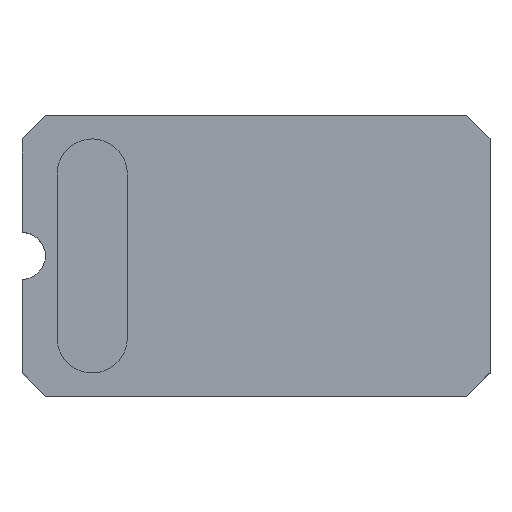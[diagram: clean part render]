
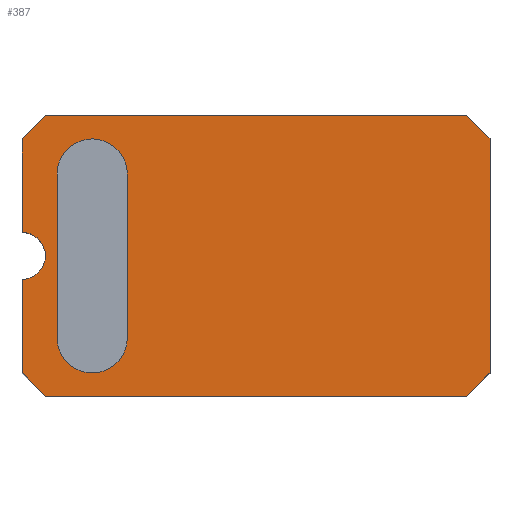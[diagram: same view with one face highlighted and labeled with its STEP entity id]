
A CAD part, top view. The second image highlights one B-rep face of the part: STEP entity #387.
In plain terms, the highlighted planar face has unit normal (0, 0, 1).
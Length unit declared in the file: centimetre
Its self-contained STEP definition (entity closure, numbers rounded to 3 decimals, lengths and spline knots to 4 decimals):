
#14=FACE_BOUND($,#60,.T.);
#15=CIRCLE($,#411,0.0075);
#17=CIRCLE($,#414,0.0075);
#19=CIRCLE($,#420,0.005);
#36=FACE_OUTER_BOUND($,#59,.T.);
#59=EDGE_LOOP($,(#279,#280,#281,#282,#283,#284,#285,#286,#287,#288));
#60=EDGE_LOOP($,(#289,#290,#291,#292));
#77=LINE($,#558,#121);
#83=LINE($,#577,#127);
#87=LINE($,#587,#131);
#89=LINE($,#591,#133);
#90=LINE($,#593,#134);
#91=LINE($,#595,#135);
#92=LINE($,#597,#136);
#93=LINE($,#599,#137);
#94=LINE($,#603,#138);
#95=LINE($,#605,#139);
#96=LINE($,#606,#140);
#121=VECTOR($,#446,0.035);
#127=VECTOR($,#466,0.035);
#131=VECTOR($,#474,0.0071);
#133=VECTOR($,#478,0.05);
#134=VECTOR($,#479,0.0071);
#135=VECTOR($,#480,0.09);
#136=VECTOR($,#481,0.0071);
#137=VECTOR($,#482,0.02);
#138=VECTOR($,#485,0.02);
#139=VECTOR($,#486,0.0071);
#140=VECTOR($,#487,0.09);
#165=VERTEX_POINT($,#556);
#166=VERTEX_POINT($,#557);
#169=VERTEX_POINT($,#565);
#171=VERTEX_POINT($,#571);
#175=VERTEX_POINT($,#584);
#176=VERTEX_POINT($,#586);
#177=VERTEX_POINT($,#590);
#178=VERTEX_POINT($,#592);
#179=VERTEX_POINT($,#594);
#180=VERTEX_POINT($,#596);
#181=VERTEX_POINT($,#598);
#182=VERTEX_POINT($,#600);
#183=VERTEX_POINT($,#602);
#184=VERTEX_POINT($,#604);
#201=EDGE_CURVE($,#165,#166,#77,.T.);
#205=EDGE_CURVE($,#166,#169,#15,.T.);
#208=EDGE_CURVE($,#171,#165,#17,.T.);
#211=EDGE_CURVE($,#169,#171,#83,.T.);
#215=EDGE_CURVE($,#175,#176,#87,.T.);
#217=EDGE_CURVE($,#175,#177,#89,.T.);
#218=EDGE_CURVE($,#178,#177,#90,.T.);
#219=EDGE_CURVE($,#178,#179,#91,.T.);
#220=EDGE_CURVE($,#180,#179,#92,.T.);
#221=EDGE_CURVE($,#180,#181,#93,.T.);
#222=EDGE_CURVE($,#181,#182,#19,.T.);
#223=EDGE_CURVE($,#182,#183,#94,.T.);
#224=EDGE_CURVE($,#184,#183,#95,.T.);
#225=EDGE_CURVE($,#184,#176,#96,.T.);
#279=ORIENTED_EDGE($,*,*,#215,.F.);
#280=ORIENTED_EDGE($,*,*,#217,.T.);
#281=ORIENTED_EDGE($,*,*,#218,.F.);
#282=ORIENTED_EDGE($,*,*,#219,.T.);
#283=ORIENTED_EDGE($,*,*,#220,.F.);
#284=ORIENTED_EDGE($,*,*,#221,.T.);
#285=ORIENTED_EDGE($,*,*,#222,.T.);
#286=ORIENTED_EDGE($,*,*,#223,.T.);
#287=ORIENTED_EDGE($,*,*,#224,.F.);
#288=ORIENTED_EDGE($,*,*,#225,.T.);
#289=ORIENTED_EDGE($,*,*,#205,.T.);
#290=ORIENTED_EDGE($,*,*,#211,.T.);
#291=ORIENTED_EDGE($,*,*,#208,.T.);
#292=ORIENTED_EDGE($,*,*,#201,.T.);
#367=PLANE($,#419);
#387=ADVANCED_FACE($,(#36,#14),#367,.T.);
#411=AXIS2_PLACEMENT_3D($,#566,#452,#453);
#414=AXIS2_PLACEMENT_3D($,#572,#459,#460);
#419=AXIS2_PLACEMENT_3D($,#589,#476,#477);
#420=AXIS2_PLACEMENT_3D($,#601,#483,#484);
#446=DIRECTION($,(0.,-1.,0.));
#452=DIRECTION('center_axis',(0.,0.,-1.));
#453=DIRECTION('ref_axis',(0.707,-0.707,0.));
#459=DIRECTION('center_axis',(0.,0.,-1.));
#460=DIRECTION('ref_axis',(-0.707,0.707,0.));
#466=DIRECTION($,(0.,1.,0.));
#474=DIRECTION($,(-0.707,-0.707,0.));
#476=DIRECTION('center_axis',(0.,0.,1.));
#477=DIRECTION('ref_axis',(1.,0.,0.));
#478=DIRECTION($,(0.,1.,0.));
#479=DIRECTION($,(0.707,-0.707,0.));
#480=DIRECTION($,(-1.,0.,0.));
#481=DIRECTION($,(0.707,0.707,0.));
#482=DIRECTION($,(0.,-1.,0.));
#483=DIRECTION('center_axis',(0.,0.,-1.));
#484=DIRECTION('ref_axis',(1.,0.,0.));
#485=DIRECTION($,(0.,-1.,0.));
#486=DIRECTION($,(-0.707,0.707,0.));
#487=DIRECTION($,(1.,0.,0.));
#556=CARTESIAN_POINT('',(-0.0275,0.0175,0.022));
#557=CARTESIAN_POINT('',(-0.0275,-0.0175,0.022));
#558=CARTESIAN_POINT($,(-0.0275,0.,0.022));
#565=CARTESIAN_POINT('',(-0.0425,-0.0175,0.022));
#566=CARTESIAN_POINT('Origin',(-0.035,-0.0175,0.022));
#571=CARTESIAN_POINT('',(-0.0425,0.0175,0.022));
#572=CARTESIAN_POINT('Origin',(-0.035,0.0175,0.022));
#577=CARTESIAN_POINT($,(-0.0425,0.,0.022));
#584=CARTESIAN_POINT('',(0.05,-0.025,0.022));
#586=CARTESIAN_POINT('',(0.045,-0.03,0.022));
#587=CARTESIAN_POINT($,(0.0425,-0.0325,0.022));
#589=CARTESIAN_POINT('Origin',(0.,0.,0.022));
#590=CARTESIAN_POINT('',(0.05,0.025,0.022));
#591=CARTESIAN_POINT($,(0.05,0.,0.022));
#592=CARTESIAN_POINT('',(0.045,0.03,0.022));
#593=CARTESIAN_POINT($,(0.0425,0.0325,0.022));
#594=CARTESIAN_POINT('',(-0.045,0.03,0.022));
#595=CARTESIAN_POINT($,(0.,0.03,0.022));
#596=CARTESIAN_POINT('',(-0.05,0.025,0.022));
#597=CARTESIAN_POINT($,(-0.0425,0.0325,0.022));
#598=CARTESIAN_POINT('',(-0.05,0.005,0.022));
#599=CARTESIAN_POINT($,(-0.05,0.,0.022));
#600=CARTESIAN_POINT('',(-0.05,-0.005,0.022));
#601=CARTESIAN_POINT('Origin',(-0.05,0.,0.022));
#602=CARTESIAN_POINT('',(-0.05,-0.025,0.022));
#603=CARTESIAN_POINT($,(-0.05,0.,0.022));
#604=CARTESIAN_POINT('',(-0.045,-0.03,0.022));
#605=CARTESIAN_POINT($,(-0.0425,-0.0325,0.022));
#606=CARTESIAN_POINT($,(0.,-0.03,0.022));
